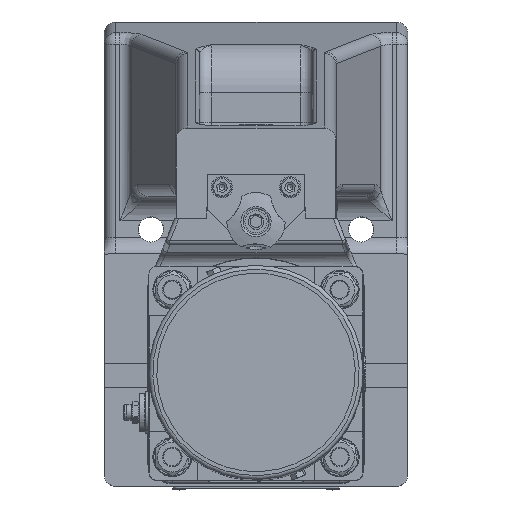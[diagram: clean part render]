
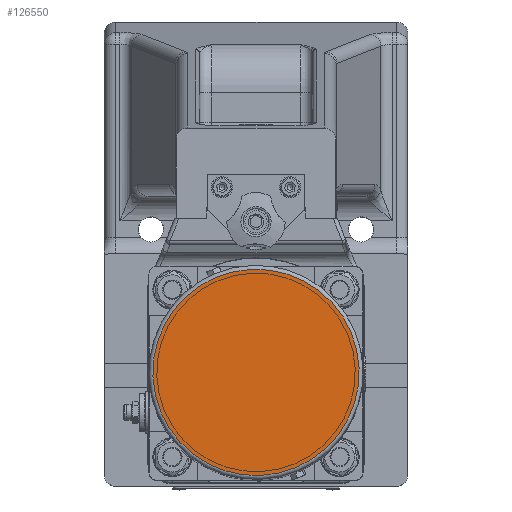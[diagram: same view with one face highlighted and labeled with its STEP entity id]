
A CAD part, top view. The second image highlights one B-rep face of the part: STEP entity #126550.
In plain terms, the highlighted planar face has unit normal (0, 0, 1).
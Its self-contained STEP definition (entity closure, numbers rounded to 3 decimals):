
#8952=PLANE('',#133392);
#38711=FACE_OUTER_BOUND('',#45385,.T.);
#45385=EDGE_LOOP('',(#95677));
#50350=CIRCLE('',#133391,53.);
#55957=VERTEX_POINT('',#184389);
#70410=EDGE_CURVE('',#55957,#55957,#50350,.T.);
#95677=ORIENTED_EDGE('',*,*,#70410,.F.);
#126550=ADVANCED_FACE('',(#38711),#8952,.F.);
#133391=AXIS2_PLACEMENT_3D('',#184391,#147550,#147551);
#133392=AXIS2_PLACEMENT_3D('',#184392,#147552,#147553);
#147550=DIRECTION('center_axis',(0.,0.,
-1.));
#147551=DIRECTION('ref_axis',(-0.924,-0.383,0.));
#147552=DIRECTION('center_axis',(0.,0.,
-1.));
#147553=DIRECTION('ref_axis',(-0.924,-0.383,0.));
#184389=CARTESIAN_POINT('',(48.966,6.282,666.));
#184391=CARTESIAN_POINT('Origin',(0.,-14.,
666.));
#184392=CARTESIAN_POINT('Origin',(0.,-14.,
666.));
